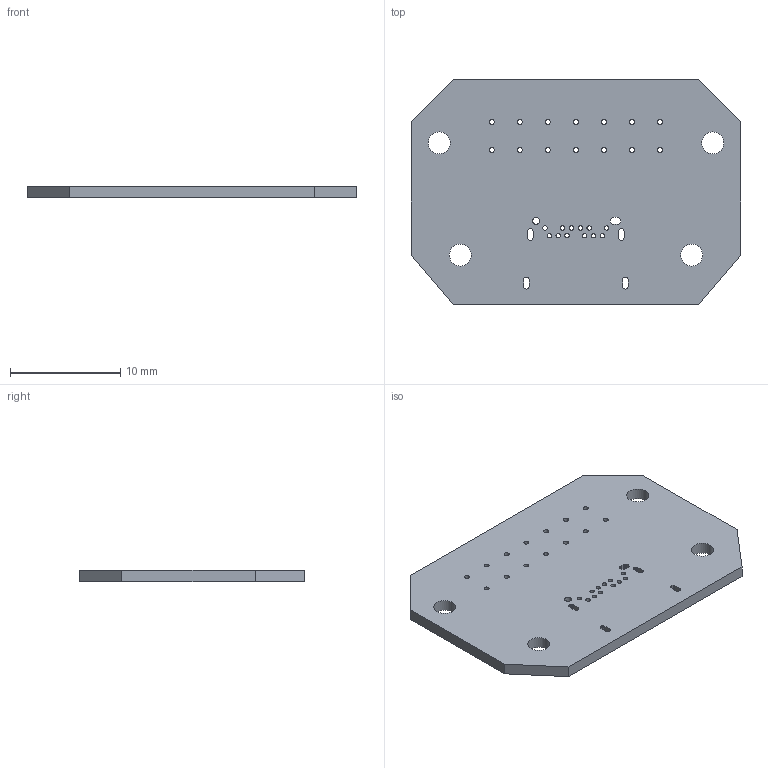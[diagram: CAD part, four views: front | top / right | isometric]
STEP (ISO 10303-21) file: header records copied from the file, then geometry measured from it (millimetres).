
FILE_DESCRIPTION(('KiCad electronic assembly'),'2;1');
FILE_NAME('SaberCord_Copy_Male.step','2024-02-08T08:05:37',('Pcbnew'),( 'Kicad'),'Open CASCADE STEP processor 7.6','KiCad to STEP converter' ,'Unknown');
FILE_SCHEMA(('AUTOMOTIVE_DESIGN { 1 0 10303 214 1 1 1 1 }'));
Length unit declared in the file: millimetre
Products named in the file (2): SaberCord_Copy_Male 1; _autosave-SaberCord_Copy_Male PCB
Assembly tree (1 placements, depth 2):
  SaberCord_Copy_Male 1
    _autosave-SaberCord_Copy_Male PCB
Bounding box: 29.84 x 20.32 x 1.07 mm (x, y, z)
Volume: 594.8 mm3; surface area: 1290.2 mm2
Topology: 1 solids, 1 shells, 133 faces, 393 edges, 262 vertices
Faces by surface type: plane 102, cylinder 31
Full cylindrical faces by diameter (mm): 0.4 x12, 0.45 x14, 0.65 x1, 2 x4
Entity records: 9891 total; most frequent: CARTESIAN_POINT 1952, DIRECTION 1445, LINE 1051, VECTOR 1051, ORIENTED_EDGE 786, PCURVE 786, DEFINITIONAL_REPRESENTATION 786, EDGE_CURVE 393
